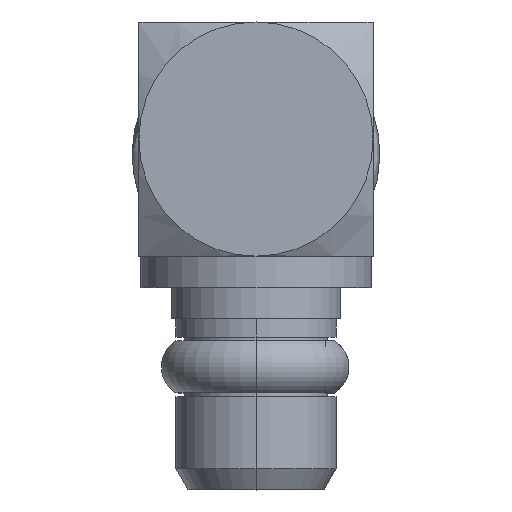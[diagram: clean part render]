
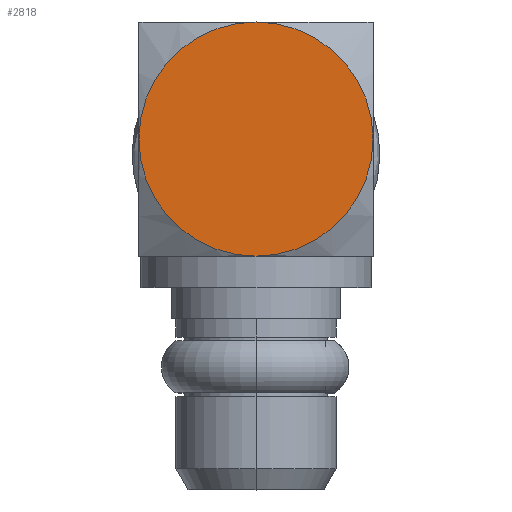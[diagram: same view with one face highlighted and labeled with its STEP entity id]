
A CAD part, top view. The second image highlights one B-rep face of the part: STEP entity #2818.
In plain terms, the highlighted face is planar.
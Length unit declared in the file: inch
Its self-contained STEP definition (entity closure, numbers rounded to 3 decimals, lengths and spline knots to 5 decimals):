
#594 = DIRECTION ( 'NONE',  ( -1., 0., 0. ) ) ;
#689 = AXIS2_PLACEMENT_3D ( 'NONE', #2598, #2143, #2099 ) ;
#732 = CIRCLE ( 'NONE', #4440, 0.069 ) ;
#865 = AXIS2_PLACEMENT_3D ( 'NONE', #5661, #5590, #2957 ) ;
#877 = CARTESIAN_POINT ( 'NONE',  ( -0.082, 0., -0.069 ) ) ;
#910 = CIRCLE ( 'NONE', #5161, 0.069 ) ;
#1378 = PLANE ( 'NONE',  #865 ) ;
#1440 = CARTESIAN_POINT ( 'NONE',  ( -0.082, 0., 0. ) ) ;
#1487 = CARTESIAN_POINT ( 'NONE',  ( -0.082, 0.069, 0. ) ) ;
#1603 = VERTEX_POINT ( 'NONE', #1487 ) ;
#1690 = EDGE_LOOP ( 'NONE', ( #6126, #5101, #4104, #6235 ) ) ;
#1695 = VERTEX_POINT ( 'NONE', #2203 ) ;
#1729 = CIRCLE ( 'NONE', #5342, 0.069 ) ;
#2099 = DIRECTION ( 'NONE',  ( 0., 0., 1. ) ) ;
#2143 = DIRECTION ( 'NONE',  ( -1., 0., 0. ) ) ;
#2203 = CARTESIAN_POINT ( 'NONE',  ( -0.082, 0., 0.069 ) ) ;
#2311 = VERTEX_POINT ( 'NONE', #877 ) ;
#2507 = EDGE_CURVE ( 'NONE', #2311, #4211, #3048, .T. ) ;
#2598 = CARTESIAN_POINT ( 'NONE',  ( -0.082, 0., 0. ) ) ;
#2818 = ADVANCED_FACE ( 'NONE', ( #4231 ), #1378, .F. ) ;
#2957 = DIRECTION ( 'NONE',  ( 0., 0., -1. ) ) ;
#2972 = DIRECTION ( 'NONE',  ( -1., 0., 0. ) ) ;
#2994 = DIRECTION ( 'NONE',  ( 0., 0., 1. ) ) ;
#3022 = EDGE_CURVE ( 'NONE', #1603, #2311, #732, .T. ) ;
#3048 = CIRCLE ( 'NONE', #689, 0.069 ) ;
#3126 = DIRECTION ( 'NONE',  ( 0., 0., 1. ) ) ;
#3547 = DIRECTION ( 'NONE',  ( 0., 0., 1. ) ) ;
#4033 = CARTESIAN_POINT ( 'NONE',  ( -0.082, 0., 0. ) ) ;
#4104 = ORIENTED_EDGE ( 'NONE', *, *, #5421, .T. ) ;
#4211 = VERTEX_POINT ( 'NONE', #6423 ) ;
#4231 = FACE_OUTER_BOUND ( 'NONE', #1690, .T. ) ;
#4440 = AXIS2_PLACEMENT_3D ( 'NONE', #5819, #594, #3126 ) ;
#5101 = ORIENTED_EDGE ( 'NONE', *, *, #2507, .T. ) ;
#5161 = AXIS2_PLACEMENT_3D ( 'NONE', #4033, #6175, #3547 ) ;
#5342 = AXIS2_PLACEMENT_3D ( 'NONE', #1440, #2972, #2994 ) ;
#5421 = EDGE_CURVE ( 'NONE', #4211, #1695, #910, .T. ) ;
#5590 = DIRECTION ( 'NONE',  ( 1., 0., 0. ) ) ;
#5661 = CARTESIAN_POINT ( 'NONE',  ( -0.082, -0.069, 0.069 ) ) ;
#5819 = CARTESIAN_POINT ( 'NONE',  ( -0.082, 0., 0. ) ) ;
#6039 = EDGE_CURVE ( 'NONE', #1695, #1603, #1729, .T. ) ;
#6126 = ORIENTED_EDGE ( 'NONE', *, *, #3022, .T. ) ;
#6175 = DIRECTION ( 'NONE',  ( -1., 0., 0. ) ) ;
#6235 = ORIENTED_EDGE ( 'NONE', *, *, #6039, .T. ) ;
#6423 = CARTESIAN_POINT ( 'NONE',  ( -0.082, -0.069, 0. ) ) ;
